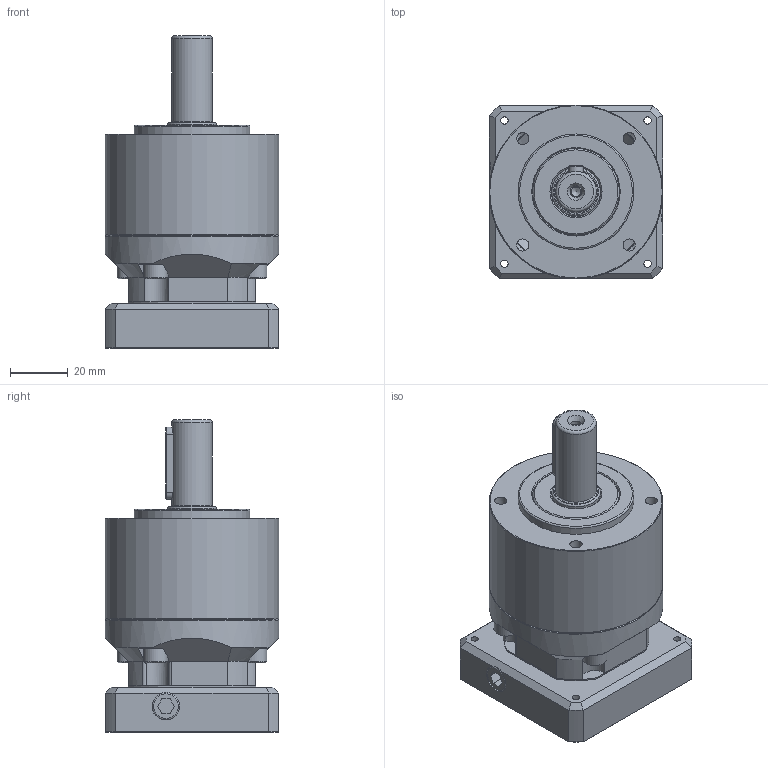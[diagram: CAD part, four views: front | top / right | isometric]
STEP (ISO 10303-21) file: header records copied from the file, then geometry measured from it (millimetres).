
FILE_DESCRIPTION((''),'2;1');
FILE_NAME('KSN60-1 (S14).stp','2013-12-03T16:33:31',('young'),(''),'Autodesk Inventor 2012','Autodesk Inventor 2012','');
FILE_SCHEMA(('AUTOMOTIVE_DESIGN { 1 0 10303 214 1 1 1 1 }'));
Length unit declared in the file: millimetre
Products named in the file (1): KSN60-1 (S14)
Bounding box: 60 x 60 x 108 mm (x, y, z)
Volume: 96854 mm3; surface area: 57373.3 mm2
Topology: 19 solids, 19 shells, 471 faces, 1124 edges, 710 vertices
Faces by surface type: plane 245, cylinder 108, cone 96, torus 18, bspline 4
Full cylindrical faces by diameter (mm): 3.3 x7, 4 x6, 4.2 x8, 4.5 x4, 5 x4, 5.2 x4, 7 x6, 8.5 x4, 9.5 x2, 14 x2, 16.192 x1, 16.8 x1, 17 x1, 19.8 x1, 20 x1, 22.2 x1, 24 x1, 27.4 x1, 28 x1, 30 x7, 32 x2, 34.826 x1, 40 x1, 50 x1, 54.07 x1, 60 x2
Entity records: 13247 total; most frequent: CARTESIAN_POINT 2982, DIRECTION 2133, ORIENTED_EDGE 1862, EDGE_CURVE 931, AXIS2_PLACEMENT_3D 843, EDGE_LOOP 690, VERTEX_POINT 665, FACE_OUTER_BOUND 471
